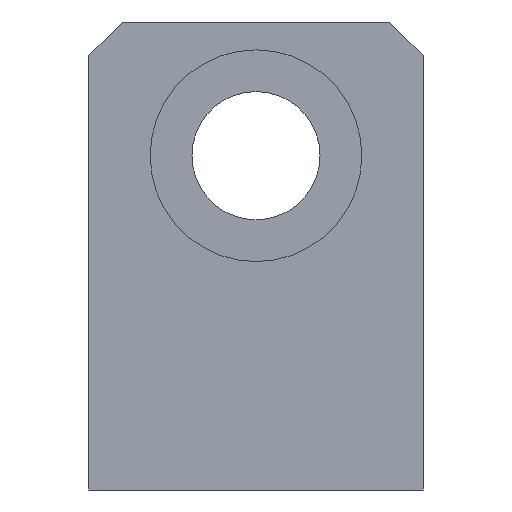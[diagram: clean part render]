
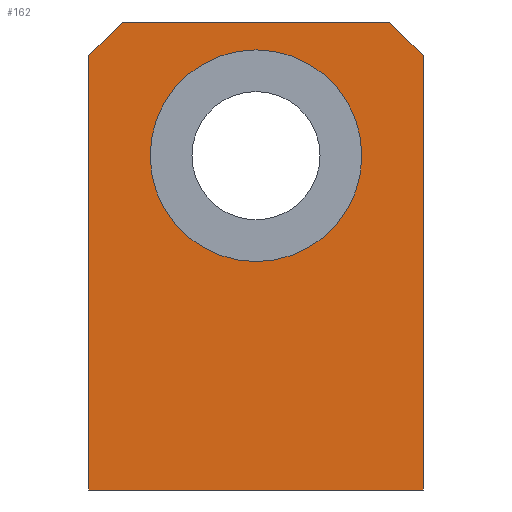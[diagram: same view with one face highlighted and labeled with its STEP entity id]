
A CAD part, left-side view. The second image highlights one B-rep face of the part: STEP entity #162.
In plain terms, the highlighted planar face has unit normal (-1, 0, 0).
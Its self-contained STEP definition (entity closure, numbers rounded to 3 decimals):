
#33 = VERTEX_POINT('',#34);
#34 = CARTESIAN_POINT('',(0.,0.,0.));
#51 = VERTEX_POINT('',#52);
#52 = CARTESIAN_POINT('',(0.,30.,0.));
#58 = EDGE_CURVE('',#51,#33,#59,.T.);
#59 = LINE('',#60,#61);
#60 = CARTESIAN_POINT('',(0.,30.,0.));
#61 = VECTOR('',#62,1.);
#62 = DIRECTION('',(0.,-1.,0.));
#144 = EDGE_CURVE('',#33,#145,#147,.T.);
#145 = VERTEX_POINT('',#146);
#146 = CARTESIAN_POINT('',(0.,0.,39.));
#147 = LINE('',#148,#149);
#148 = CARTESIAN_POINT('',(0.,0.,0.));
#149 = VECTOR('',#150,1.);
#150 = DIRECTION('',(0.,0.,1.));
#162 = ADVANCED_FACE('',(#163,#197),#208,.F.);
#163 = FACE_BOUND('',#164,.F.);
#164 = EDGE_LOOP('',(#165,#173,#181,#189,#195,#196));
#165 = ORIENTED_EDGE('',*,*,#166,.T.);
#166 = EDGE_CURVE('',#51,#167,#169,.T.);
#167 = VERTEX_POINT('',#168);
#168 = CARTESIAN_POINT('',(0.,30.,39.));
#169 = LINE('',#170,#171);
#170 = CARTESIAN_POINT('',(0.,30.,0.));
#171 = VECTOR('',#172,1.);
#172 = DIRECTION('',(0.,0.,1.));
#173 = ORIENTED_EDGE('',*,*,#174,.F.);
#174 = EDGE_CURVE('',#175,#167,#177,.T.);
#175 = VERTEX_POINT('',#176);
#176 = CARTESIAN_POINT('',(0.,27.,42.));
#177 = LINE('',#178,#179);
#178 = CARTESIAN_POINT('',(0.,39.,30.));
#179 = VECTOR('',#180,1.);
#180 = DIRECTION('',(0.,0.707,-0.707));
#181 = ORIENTED_EDGE('',*,*,#182,.T.);
#182 = EDGE_CURVE('',#175,#183,#185,.T.);
#183 = VERTEX_POINT('',#184);
#184 = CARTESIAN_POINT('',(0.,3.,42.));
#185 = LINE('',#186,#187);
#186 = CARTESIAN_POINT('',(0.,30.,42.));
#187 = VECTOR('',#188,1.);
#188 = DIRECTION('',(0.,-1.,0.));
#189 = ORIENTED_EDGE('',*,*,#190,.F.);
#190 = EDGE_CURVE('',#145,#183,#191,.T.);
#191 = LINE('',#192,#193);
#192 = CARTESIAN_POINT('',(0.,-1.5,37.5));
#193 = VECTOR('',#194,1.);
#194 = DIRECTION('',(0.,0.707,0.707));
#195 = ORIENTED_EDGE('',*,*,#144,.F.);
#196 = ORIENTED_EDGE('',*,*,#58,.F.);
#197 = FACE_BOUND('',#198,.F.);
#198 = EDGE_LOOP('',(#199));
#199 = ORIENTED_EDGE('',*,*,#200,.T.);
#200 = EDGE_CURVE('',#201,#201,#203,.T.);
#201 = VERTEX_POINT('',#202);
#202 = CARTESIAN_POINT('',(0.,24.5,30.));
#203 = CIRCLE('',#204,9.5);
#204 = AXIS2_PLACEMENT_3D('',#205,#206,#207);
#205 = CARTESIAN_POINT('',(0.,15.,30.));
#206 = DIRECTION('',(-1.,0.,0.));
#207 = DIRECTION('',(0.,1.,0.));
#208 = PLANE('',#209);
#209 = AXIS2_PLACEMENT_3D('',#210,#211,#212);
#210 = CARTESIAN_POINT('',(0.,30.,0.));
#211 = DIRECTION('',(1.,0.,0.));
#212 = DIRECTION('',(0.,-1.,0.));
